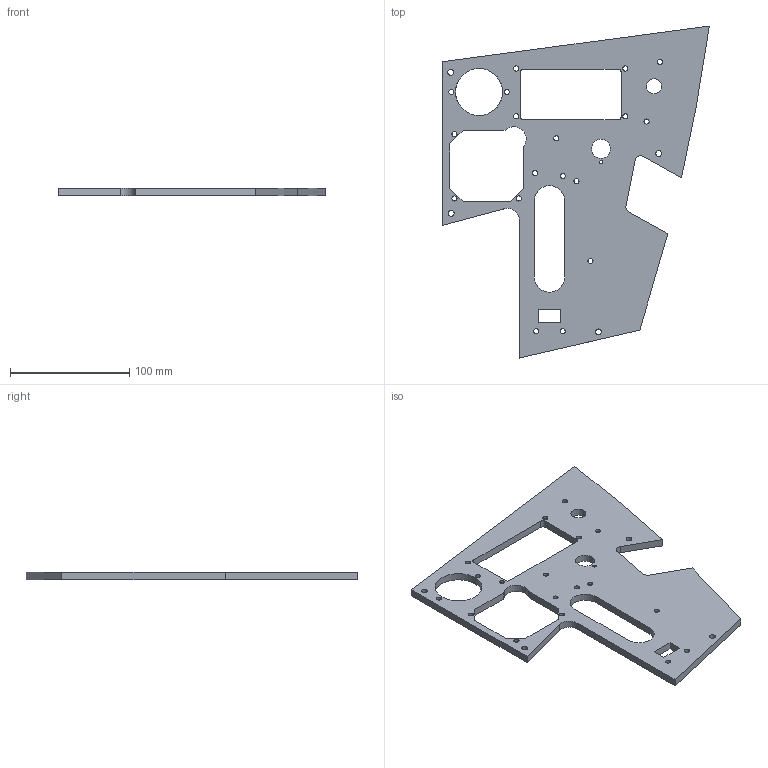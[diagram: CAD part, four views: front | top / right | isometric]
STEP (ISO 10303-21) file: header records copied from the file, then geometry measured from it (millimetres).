
FILE_DESCRIPTION (( 'STEP AP214' ), '1' );
FILE_NAME ('Right AUX Panel.STEP', '2021-01-24T20:24:46', ( '' ), ( '' ), 'SwSTEP 2.0', 'SolidWorks 2019', '' );
FILE_SCHEMA (( 'AUTOMOTIVE_DESIGN' ));
Length unit declared in the file: inch
Products named in the file (1): Right AUX Panel
Bounding box: 223.41 x 278.19 x 6.35 mm (x, y, z)
Volume: 183082.3 mm3; surface area: 72217.2 mm2
Topology: 1 solids, 1 shells, 152 faces, 395 edges, 256 vertices
Faces by surface type: cylinder 62, cone 46, plane 42, bspline 2
Entity records: 4939 total; most frequent: CARTESIAN_POINT 886, DIRECTION 885, ORIENTED_EDGE 790, EDGE_CURVE 395, AXIS2_PLACEMENT_3D 347, VERTEX_POINT 256, EDGE_LOOP 223, CIRCLE 196
